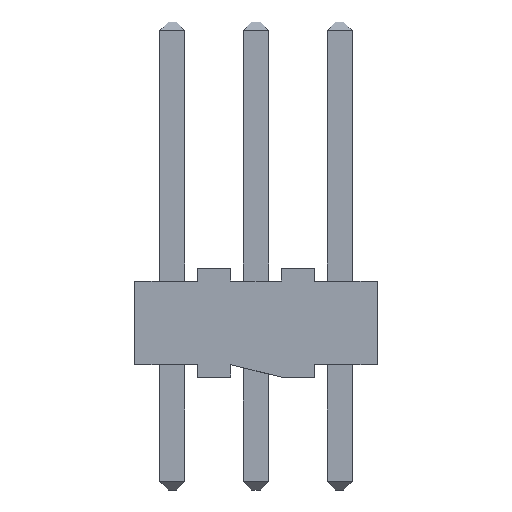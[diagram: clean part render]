
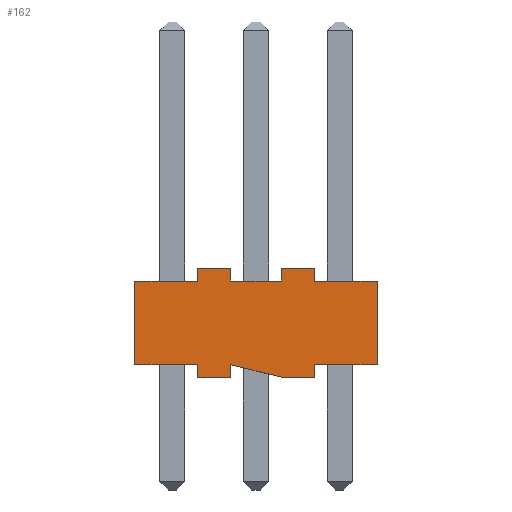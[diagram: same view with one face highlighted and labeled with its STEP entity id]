
A CAD part, top view. The second image highlights one B-rep face of the part: STEP entity #162.
In plain terms, the highlighted planar face has unit normal (0, 0, 1).
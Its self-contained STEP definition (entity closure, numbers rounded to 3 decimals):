
#162=ADVANCED_FACE('',(#259),#260,.T.);
#259=FACE_OUTER_BOUND('',#421,.T.);
#260=PLANE('',#422);
#421=EDGE_LOOP('',(#608,#609,#610,#611,#612,#613,#614,#615,#616,#617,#618,#619,#620,#621,#622,#623,#624,#625,#626));
#422=AXIS2_PLACEMENT_3D('',#627,#628,#629);
#608=ORIENTED_EDGE('',*,*,#1180,.T.);
#609=ORIENTED_EDGE('',*,*,#1181,.T.);
#610=ORIENTED_EDGE('',*,*,#1182,.F.);
#611=ORIENTED_EDGE('',*,*,#1183,.T.);
#612=ORIENTED_EDGE('',*,*,#1184,.F.);
#613=ORIENTED_EDGE('',*,*,#1185,.F.);
#614=ORIENTED_EDGE('',*,*,#1186,.T.);
#615=ORIENTED_EDGE('',*,*,#1187,.F.);
#616=ORIENTED_EDGE('',*,*,#1188,.F.);
#617=ORIENTED_EDGE('',*,*,#1189,.F.);
#618=ORIENTED_EDGE('',*,*,#1190,.T.);
#619=ORIENTED_EDGE('',*,*,#1175,.T.);
#620=ORIENTED_EDGE('',*,*,#1171,.T.);
#621=ORIENTED_EDGE('',*,*,#1191,.T.);
#622=ORIENTED_EDGE('',*,*,#1192,.F.);
#623=ORIENTED_EDGE('',*,*,#1193,.T.);
#624=ORIENTED_EDGE('',*,*,#1194,.T.);
#625=ORIENTED_EDGE('',*,*,#1195,.T.);
#626=ORIENTED_EDGE('',*,*,#1196,.T.);
#627=CARTESIAN_POINT('',(-3.683,1.651,1.168));
#628=DIRECTION('',(0.0,0.0,1.0));
#629=DIRECTION('',(1.0,-0.0,0.0));
#1171=EDGE_CURVE('',#1351,#1349,#1352,.T.);
#1175=EDGE_CURVE('',#1354,#1351,#1358,.T.);
#1180=EDGE_CURVE('',#1367,#1368,#1369,.T.);
#1181=EDGE_CURVE('',#1368,#1370,#1371,.T.);
#1182=EDGE_CURVE('',#1372,#1370,#1373,.T.);
#1183=EDGE_CURVE('',#1372,#1374,#1375,.T.);
#1184=EDGE_CURVE('',#1376,#1374,#1377,.T.);
#1185=EDGE_CURVE('',#1378,#1376,#1379,.T.);
#1186=EDGE_CURVE('',#1378,#1380,#1381,.T.);
#1187=EDGE_CURVE('',#1382,#1380,#1383,.T.);
#1188=EDGE_CURVE('',#1384,#1382,#1385,.T.);
#1189=EDGE_CURVE('',#1386,#1384,#1387,.T.);
#1190=EDGE_CURVE('',#1386,#1354,#1388,.T.);
#1191=EDGE_CURVE('',#1349,#1389,#1390,.T.);
#1192=EDGE_CURVE('',#1391,#1389,#1392,.T.);
#1193=EDGE_CURVE('',#1391,#1393,#1394,.T.);
#1194=EDGE_CURVE('',#1393,#1395,#1396,.T.);
#1195=EDGE_CURVE('',#1395,#1397,#1398,.T.);
#1196=EDGE_CURVE('',#1397,#1367,#1399,.T.);
#1349=VERTEX_POINT('',#1637);
#1351=VERTEX_POINT('',#1640);
#1352=LINE('',#1641,#1642);
#1354=VERTEX_POINT('',#1645);
#1358=LINE('',#1651,#1652);
#1367=VERTEX_POINT('',#1665);
#1368=VERTEX_POINT('',#1666);
#1369=LINE('',#1667,#1668);
#1370=VERTEX_POINT('',#1669);
#1371=LINE('',#1670,#1671);
#1372=VERTEX_POINT('',#1672);
#1373=LINE('',#1673,#1674);
#1374=VERTEX_POINT('',#1675);
#1375=LINE('',#1676,#1677);
#1376=VERTEX_POINT('',#1678);
#1377=LINE('',#1679,#1680);
#1378=VERTEX_POINT('',#1681);
#1379=LINE('',#1682,#1683);
#1380=VERTEX_POINT('',#1684);
#1381=LINE('',#1685,#1686);
#1382=VERTEX_POINT('',#1687);
#1383=LINE('',#1688,#1689);
#1384=VERTEX_POINT('',#1690);
#1385=LINE('',#1691,#1692);
#1386=VERTEX_POINT('',#1693);
#1387=LINE('',#1694,#1695);
#1388=LINE('',#1696,#1697);
#1389=VERTEX_POINT('',#1698);
#1390=LINE('',#1699,#1700);
#1391=VERTEX_POINT('',#1701);
#1392=LINE('',#1702,#1703);
#1393=VERTEX_POINT('',#1704);
#1394=LINE('',#1705,#1706);
#1395=VERTEX_POINT('',#1707);
#1396=LINE('',#1708,#1709);
#1397=VERTEX_POINT('',#1710);
#1398=LINE('',#1711,#1712);
#1399=LINE('',#1713,#1714);
#1637=CARTESIAN_POINT('',(-3.683,-1.27,1.168));
#1640=CARTESIAN_POINT('',(-3.683,1.27,1.168));
#1641=CARTESIAN_POINT('',(-3.683,1.27,1.168));
#1642=VECTOR('',#2099,2.54);
#1645=CARTESIAN_POINT('',(-1.778,1.27,1.168));
#1651=CARTESIAN_POINT('',(-1.778,1.27,1.168));
#1652=VECTOR('',#2103,1.905);
#1665=CARTESIAN_POINT('',(1.778,-1.651,1.168));
#1666=CARTESIAN_POINT('',(1.778,-1.27,1.168));
#1667=CARTESIAN_POINT('',(1.778,-1.651,1.168));
#1668=VECTOR('',#2108,0.381);
#1669=CARTESIAN_POINT('',(3.683,-1.27,1.168));
#1670=CARTESIAN_POINT('',(1.778,-1.27,1.168));
#1671=VECTOR('',#2109,1.905);
#1672=CARTESIAN_POINT('',(3.683,1.27,1.168));
#1673=CARTESIAN_POINT('',(3.683,1.27,1.168));
#1674=VECTOR('',#2110,2.54);
#1675=CARTESIAN_POINT('',(1.778,1.27,1.168));
#1676=CARTESIAN_POINT('',(3.683,1.27,1.168));
#1677=VECTOR('',#2111,1.905);
#1678=CARTESIAN_POINT('',(1.778,1.651,1.168));
#1679=CARTESIAN_POINT('',(1.778,1.651,1.168));
#1680=VECTOR('',#2112,0.381);
#1681=CARTESIAN_POINT('',(0.762,1.651,1.168));
#1682=CARTESIAN_POINT('',(0.762,1.651,1.168));
#1683=VECTOR('',#2113,1.016);
#1684=CARTESIAN_POINT('',(0.762,1.27,1.168));
#1685=CARTESIAN_POINT('',(0.762,1.651,1.168));
#1686=VECTOR('',#2114,0.381);
#1687=CARTESIAN_POINT('',(-0.762,1.27,1.168));
#1688=CARTESIAN_POINT('',(-0.762,1.27,1.168));
#1689=VECTOR('',#2115,1.524);
#1690=CARTESIAN_POINT('',(-0.762,1.651,1.168));
#1691=CARTESIAN_POINT('',(-0.762,1.651,1.168));
#1692=VECTOR('',#2116,0.381);
#1693=CARTESIAN_POINT('',(-1.778,1.651,1.168));
#1694=CARTESIAN_POINT('',(-1.778,1.651,1.168));
#1695=VECTOR('',#2117,1.016);
#1696=CARTESIAN_POINT('',(-1.778,1.651,1.168));
#1697=VECTOR('',#2118,0.381);
#1698=CARTESIAN_POINT('',(-1.778,-1.27,1.168));
#1699=CARTESIAN_POINT('',(-3.683,-1.27,1.168));
#1700=VECTOR('',#2119,1.905);
#1701=CARTESIAN_POINT('',(-1.778,-1.651,1.168));
#1702=CARTESIAN_POINT('',(-1.778,-1.651,1.168));
#1703=VECTOR('',#2120,0.381);
#1704=CARTESIAN_POINT('',(-0.762,-1.651,1.168));
#1705=CARTESIAN_POINT('',(-1.778,-1.651,1.168));
#1706=VECTOR('',#2121,1.016);
#1707=CARTESIAN_POINT('',(-0.762,-1.27,1.168));
#1708=CARTESIAN_POINT('',(-0.762,-1.651,1.168));
#1709=VECTOR('',#2122,0.381);
#1710=CARTESIAN_POINT('',(0.762,-1.651,1.168));
#1711=CARTESIAN_POINT('',(-0.762,-1.27,1.168));
#1712=VECTOR('',#2123,1.571);
#1713=CARTESIAN_POINT('',(0.762,-1.651,1.168));
#1714=VECTOR('',#2124,1.016);
#2099=DIRECTION('',(0.0,-1.0,0.0));
#2103=DIRECTION('',(-1.0,0.0,0.0));
#2108=DIRECTION('',(0.0,1.0,0.0));
#2109=DIRECTION('',(1.0,0.0,0.0));
#2110=DIRECTION('',(0.0,-1.0,0.0));
#2111=DIRECTION('',(-1.0,0.0,0.0));
#2112=DIRECTION('',(0.0,-1.0,0.0));
#2113=DIRECTION('',(1.0,0.0,0.0));
#2114=DIRECTION('',(0.0,-1.0,0.0));
#2115=DIRECTION('',(1.0,0.0,0.0));
#2116=DIRECTION('',(0.0,-1.0,0.0));
#2117=DIRECTION('',(1.0,0.0,0.0));
#2118=DIRECTION('',(0.0,-1.0,0.0));
#2119=DIRECTION('',(1.0,0.0,0.0));
#2120=DIRECTION('',(0.0,1.0,0.0));
#2121=DIRECTION('',(1.0,0.0,0.0));
#2122=DIRECTION('',(0.0,1.0,0.0));
#2123=DIRECTION('',(0.97,-0.243,0.0));
#2124=DIRECTION('',(1.0,0.0,0.0));
